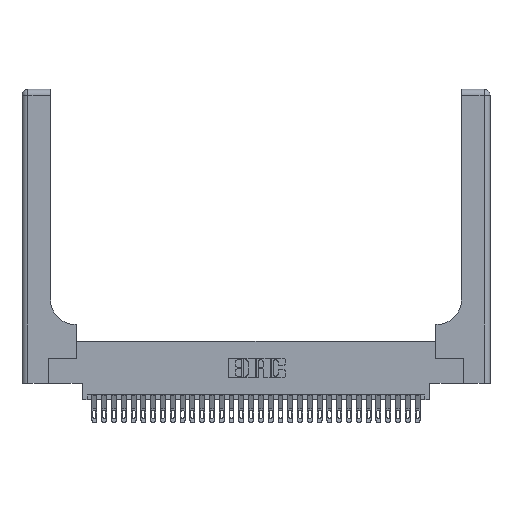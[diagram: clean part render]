
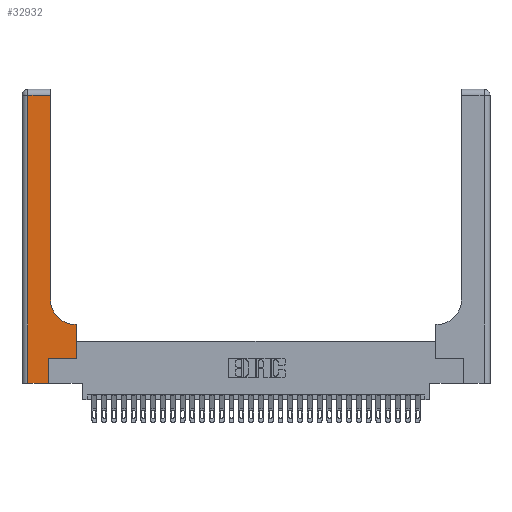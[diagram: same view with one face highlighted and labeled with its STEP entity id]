
A CAD part, top view. The second image highlights one B-rep face of the part: STEP entity #32932.
In plain terms, the highlighted planar face has unit normal (0, 0, 1).
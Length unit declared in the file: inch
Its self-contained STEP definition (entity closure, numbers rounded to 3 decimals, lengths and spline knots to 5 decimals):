
#19 = CARTESIAN_POINT ( 'NONE',  ( 0.269, 0.25, 0.37 ) ) ;
#203 = ORIENTED_EDGE ( 'NONE', *, *, #25728, .T. ) ;
#694 = LINE ( 'NONE', #9375, #27311 ) ;
#1966 = CARTESIAN_POINT ( 'NONE',  ( 0.5415, 0.85, 0.37 ) ) ;
#2054 = VECTOR ( 'NONE', #22051, 39.37008 ) ;
#2358 = CARTESIAN_POINT ( 'NONE',  ( 0., 3., 0.37 ) ) ;
#2462 = DIRECTION ( 'NONE',  ( 0., -1., 0. ) ) ;
#2743 = EDGE_CURVE ( 'NONE', #12229, #4230, #17147, .T. ) ;
#2759 = VERTEX_POINT ( 'NONE', #28157 ) ;
#4064 = CARTESIAN_POINT ( 'NONE',  ( 0., 2.94, 0.37 ) ) ;
#4230 = VERTEX_POINT ( 'NONE', #31441 ) ;
#4563 = DIRECTION ( 'NONE',  ( 1., 0., 0. ) ) ;
#5248 = DIRECTION ( 'NONE',  ( 1., 0., 0. ) ) ;
#5308 = LINE ( 'NONE', #10906, #31905 ) ;
#5743 = CARTESIAN_POINT ( 'NONE',  ( 0.269, 0., 0.37 ) ) ;
#5854 = DIRECTION ( 'NONE',  ( 0., 1., 0. ) ) ;
#5933 = CARTESIAN_POINT ( 'NONE',  ( 0.2915, 0.6, 0.37 ) ) ;
#6135 = LINE ( 'NONE', #33299, #25899 ) ;
#7028 = EDGE_CURVE ( 'NONE', #2759, #18533, #28223, .T. ) ;
#7655 = VECTOR ( 'NONE', #18739, 39.37008 ) ;
#7895 = ORIENTED_EDGE ( 'NONE', *, *, #2743, .T. ) ;
#9281 = CARTESIAN_POINT ( 'NONE',  ( 0.5415, 0.6, 0.37 ) ) ;
#9375 = CARTESIAN_POINT ( 'NONE',  ( 0.5585, 0.25, 0.37 ) ) ;
#9510 = ORIENTED_EDGE ( 'NONE', *, *, #31037, .T. ) ;
#9688 = CARTESIAN_POINT ( 'NONE',  ( 0.06, 0., 0.37 ) ) ;
#9749 = LINE ( 'NONE', #19, #22648 ) ;
#10906 = CARTESIAN_POINT ( 'NONE',  ( 0.2915, 3., 0.37 ) ) ;
#11235 = VERTEX_POINT ( 'NONE', #20423 ) ;
#12229 = VERTEX_POINT ( 'NONE', #9688 ) ;
#12548 = CIRCLE ( 'NONE', #16549, 0.25 ) ;
#12659 = PLANE ( 'NONE',  #31607 ) ;
#13094 = ORIENTED_EDGE ( 'NONE', *, *, #32641, .T. ) ;
#13489 = DIRECTION ( 'NONE',  ( 0., 1., 0. ) ) ;
#14412 = VERTEX_POINT ( 'NONE', #21468 ) ;
#14532 = DIRECTION ( 'NONE',  ( 0., 1., 0. ) ) ;
#15250 = DIRECTION ( 'NONE',  ( -1., 0., 0. ) ) ;
#15340 = EDGE_CURVE ( 'NONE', #18533, #28677, #12548, .T. ) ;
#15604 = EDGE_CURVE ( 'NONE', #28677, #23014, #5308, .T. ) ;
#16549 = AXIS2_PLACEMENT_3D ( 'NONE', #1966, #19948, #4563 ) ;
#17143 = ORIENTED_EDGE ( 'NONE', *, *, #7028, .T. ) ;
#17147 = LINE ( 'NONE', #17765, #30097 ) ;
#17765 = CARTESIAN_POINT ( 'NONE',  ( 0., 0., 0.37 ) ) ;
#17958 = ORIENTED_EDGE ( 'NONE', *, *, #15340, .T. ) ;
#18533 = VERTEX_POINT ( 'NONE', #9281 ) ;
#18739 = DIRECTION ( 'NONE',  ( -1., 0., 0. ) ) ;
#19948 = DIRECTION ( 'NONE',  ( 0., 0., -1. ) ) ;
#20423 = CARTESIAN_POINT ( 'NONE',  ( 0.269, 0.25, 0.37 ) ) ;
#21468 = CARTESIAN_POINT ( 'NONE',  ( 0.5585, 0.25, 0.37 ) ) ;
#21584 = ORIENTED_EDGE ( 'NONE', *, *, #28173, .T. ) ;
#21892 = EDGE_CURVE ( 'NONE', #14412, #2759, #694, .T. ) ;
#22051 = DIRECTION ( 'NONE',  ( -1., 0., 0. ) ) ;
#22648 = VECTOR ( 'NONE', #5248, 39.37008 ) ;
#23014 = VERTEX_POINT ( 'NONE', #27108 ) ;
#24460 = VECTOR ( 'NONE', #5854, 39.37008 ) ;
#25728 = EDGE_CURVE ( 'NONE', #26740, #12229, #6135, .T. ) ;
#25899 = VECTOR ( 'NONE', #2462, 39.37008 ) ;
#26281 = EDGE_LOOP ( 'NONE', ( #32067, #13094, #203, #7895, #21584, #9510, #30088, #17143, #17958 ) ) ;
#26740 = VERTEX_POINT ( 'NONE', #30315 ) ;
#27108 = CARTESIAN_POINT ( 'NONE',  ( 0.2915, 2.94, 0.37 ) ) ;
#27311 = VECTOR ( 'NONE', #14532, 39.37008 ) ;
#28157 = CARTESIAN_POINT ( 'NONE',  ( 0.5585, 0.6, 0.37 ) ) ;
#28173 = EDGE_CURVE ( 'NONE', #4230, #11235, #32929, .T. ) ;
#28223 = LINE ( 'NONE', #5933, #7655 ) ;
#28227 = FACE_OUTER_BOUND ( 'NONE', #26281, .T. ) ;
#28665 = LINE ( 'NONE', #4064, #2054 ) ;
#28677 = VERTEX_POINT ( 'NONE', #30859 ) ;
#30088 = ORIENTED_EDGE ( 'NONE', *, *, #21892, .T. ) ;
#30097 = VECTOR ( 'NONE', #33220, 39.37008 ) ;
#30315 = CARTESIAN_POINT ( 'NONE',  ( 0.06, 2.94, 0.37 ) ) ;
#30736 = DIRECTION ( 'NONE',  ( 0., 0., -1. ) ) ;
#30859 = CARTESIAN_POINT ( 'NONE',  ( 0.2915, 0.85, 0.37 ) ) ;
#31037 = EDGE_CURVE ( 'NONE', #11235, #14412, #9749, .T. ) ;
#31441 = CARTESIAN_POINT ( 'NONE',  ( 0.269, 0., 0.37 ) ) ;
#31607 = AXIS2_PLACEMENT_3D ( 'NONE', #2358, #30736, #15250 ) ;
#31905 = VECTOR ( 'NONE', #13489, 39.37008 ) ;
#32067 = ORIENTED_EDGE ( 'NONE', *, *, #15604, .T. ) ;
#32641 = EDGE_CURVE ( 'NONE', #23014, #26740, #28665, .T. ) ;
#32929 = LINE ( 'NONE', #5743, #24460 ) ;
#32932 = ADVANCED_FACE ( 'NONE', ( #28227 ), #12659, .F. ) ;
#33220 = DIRECTION ( 'NONE',  ( 1., 0., 0. ) ) ;
#33299 = CARTESIAN_POINT ( 'NONE',  ( 0.06, 3., 0.37 ) ) ;
